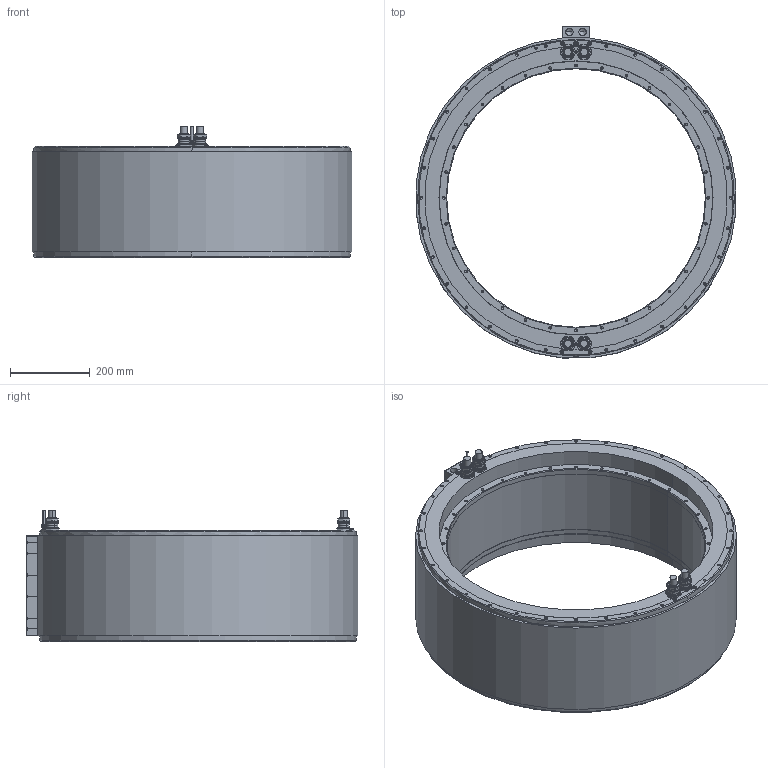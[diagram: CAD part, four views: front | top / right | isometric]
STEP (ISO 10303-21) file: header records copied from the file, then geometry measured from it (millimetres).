
FILE_DESCRIPTION((''),'2;1');
FILE_NAME('1219920-33_ASM','2018-10-24T',('CH5533'),(''),'PRO/ENGINEER BY PARAMETRIC TECHNOLOGY CORPORATION, 2014000','PRO/ENGINEER BY PARAMETRIC TECHNOLOGY CORPORATION, 2014000','');
FILE_SCHEMA(('CONFIG_CONTROL_DESIGN'));
Length unit declared in the file: millimetre
Products named in the file (3): PRT0001; PRT0002; 1219920-33_ASM
Assembly tree (2 placements, depth 2):
  1219920-33_ASM
    PRT0001
    PRT0002
Bounding box: 803.99 x 833.99 x 329.7 mm (x, y, z)
Volume: 46699172.4 mm3; surface area: 2655456.6 mm2
Topology: 2 solids, 41 shells, 1657 faces, 3944 edges, 2289 vertices
Faces by surface type: cylinder 680, cone 466, plane 417, torus 86, sphere 8
Entity records: 53002 total; most frequent: DIRECTION 8724, CARTESIAN_POINT 8378, ORIENTED_EDGE 7320, EDGE_CURVE 3660, AXIS2_PLACEMENT_3D 3548, VERTEX_POINT 2289, EDGE_LOOP 1943, CIRCLE 1886
